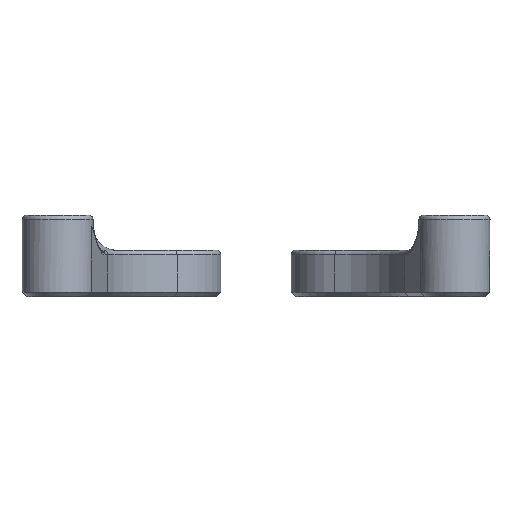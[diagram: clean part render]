
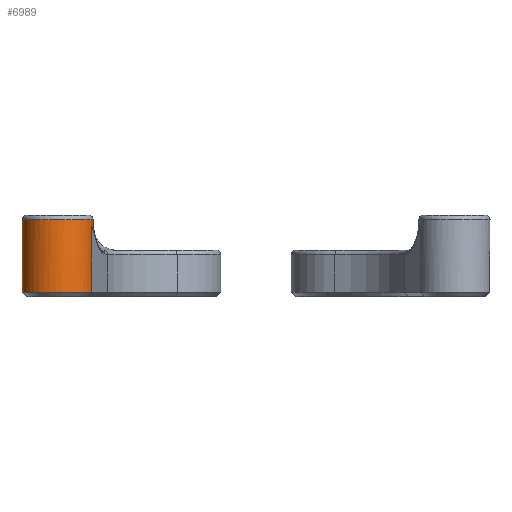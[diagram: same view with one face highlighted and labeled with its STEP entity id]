
A CAD part, front view. The second image highlights one B-rep face of the part: STEP entity #6989.
In plain terms, the highlighted cylindrical face has radius 3.05 mm (diameter 6.1 mm), a full revolution.
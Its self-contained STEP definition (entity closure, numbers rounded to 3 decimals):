
#66=CYLINDRICAL_SURFACE('',#7465,3.05);
#171=CIRCLE('',#7382,3.05);
#172=CIRCLE('',#7383,3.05);
#210=CIRCLE('',#7458,3.05);
#213=CIRCLE('',#7462,3.05);
#743=FACE_OUTER_BOUND('',#1170,.T.);
#1170=EDGE_LOOP('',(#5478,#5479,#5480,#5481,#5482,#5483,#5484,#5485));
#1731=LINE('',#10836,#2441);
#1754=LINE('',#11114,#2464);
#1759=LINE('',#11266,#2469);
#2441=VECTOR('',#8393,10.);
#2464=VECTOR('',#8518,10.);
#2469=VECTOR('',#8583,3.05);
#3115=VERTEX_POINT('',#10811);
#3116=VERTEX_POINT('',#10815);
#3117=VERTEX_POINT('',#10819);
#3120=VERTEX_POINT('',#10827);
#3151=VERTEX_POINT('',#11096);
#3155=VERTEX_POINT('',#11259);
#3898=EDGE_CURVE('',#3115,#3117,#171,.T.);
#3899=EDGE_CURVE('',#3117,#3116,#172,.T.);
#3903=EDGE_CURVE('',#3115,#3120,#1731,.T.);
#3962=EDGE_CURVE('',#3116,#3151,#1754,.T.);
#3981=EDGE_CURVE('',#3151,#3120,#210,.T.);
#3984=EDGE_CURVE('',#3155,#3155,#213,.T.);
#3986=EDGE_CURVE('',#3155,#3117,#1759,.T.);
#5478=ORIENTED_EDGE('',*,*,#3984,.F.);
#5479=ORIENTED_EDGE('',*,*,#3986,.T.);
#5480=ORIENTED_EDGE('',*,*,#3898,.F.);
#5481=ORIENTED_EDGE('',*,*,#3903,.T.);
#5482=ORIENTED_EDGE('',*,*,#3981,.F.);
#5483=ORIENTED_EDGE('',*,*,#3962,.F.);
#5484=ORIENTED_EDGE('',*,*,#3899,.F.);
#5485=ORIENTED_EDGE('',*,*,#3986,.F.);
#6989=ADVANCED_FACE('',(#743),#66,.T.);
#7382=AXIS2_PLACEMENT_3D('',#10820,#8385,#8386);
#7383=AXIS2_PLACEMENT_3D('',#10821,#8387,#8388);
#7458=AXIS2_PLACEMENT_3D('',#11255,#8567,#8568);
#7462=AXIS2_PLACEMENT_3D('',#11261,#8575,#8576);
#7465=AXIS2_PLACEMENT_3D('',#11265,#8581,#8582);
#8385=DIRECTION('center_axis',(0.,0.,-1.));
#8386=DIRECTION('ref_axis',(-1.,0.,0.));
#8387=DIRECTION('center_axis',(0.,0.,-1.));
#8388=DIRECTION('ref_axis',(-1.,0.,0.));
#8393=DIRECTION('',(0.,0.,1.));
#8518=DIRECTION('',(0.,0.,1.));
#8567=DIRECTION('center_axis',(0.,0.,-1.));
#8568=DIRECTION('ref_axis',(0.263,0.965,0.));
#8575=DIRECTION('center_axis',(0.,0.,1.));
#8576=DIRECTION('ref_axis',(1.,0.,0.));
#8581=DIRECTION('center_axis',(0.,0.,1.));
#8582=DIRECTION('ref_axis',(1.,0.,0.));
#8583=DIRECTION('',(0.,0.,-1.));
#10811=CARTESIAN_POINT('',(67.544,-5.666,0.4));
#10815=CARTESIAN_POINT('',(61.659,-4.063,0.4));
#10819=CARTESIAN_POINT('',(61.552,-4.864,0.4));
#10820=CARTESIAN_POINT('Origin',(64.602,-4.864,0.4));
#10821=CARTESIAN_POINT('Origin',(64.602,-4.864,0.4));
#10827=CARTESIAN_POINT('',(67.544,-5.666,6.));
#10836=CARTESIAN_POINT('',(67.544,-5.666,0.));
#11096=CARTESIAN_POINT('',(61.659,-4.063,6.));
#11114=CARTESIAN_POINT('',(61.659,-4.063,0.));
#11255=CARTESIAN_POINT('Origin',(64.602,-4.864,6.));
#11259=CARTESIAN_POINT('',(61.552,-4.864,6.6));
#11261=CARTESIAN_POINT('Origin',(64.602,-4.864,6.6));
#11265=CARTESIAN_POINT('Origin',(64.602,-4.864,0.));
#11266=CARTESIAN_POINT('',(61.552,-4.864,0.));
